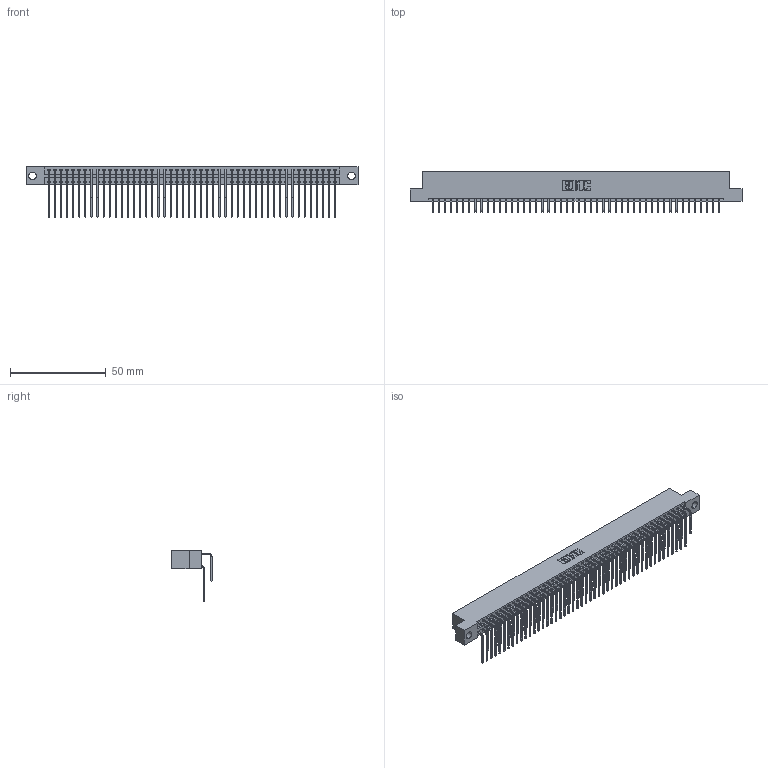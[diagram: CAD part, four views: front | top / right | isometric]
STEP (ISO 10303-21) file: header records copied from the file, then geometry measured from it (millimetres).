
FILE_DESCRIPTION (( 'STEP AP203' ), '1' );
FILE_NAME ('396-096-559-204.STEP', '2018-09-14T03:42:53', ( '' ), ( '' ), 'SwSTEP 2.0', 'SolidWorks 2016', '' );
FILE_SCHEMA (( 'CONFIG_CONTROL_DESIGN' ));
Length unit declared in the file: inch
Products named in the file (4): 396-096-559-204; 346 Part_Flush Mounting Lugs - 0.156 Dia-TH; 345-292-001_558 559 Tail - 1; 345-292-001_559 Tail - 2
Assembly tree (97 placements, depth 2):
  396-096-559-204
    346 Part_Flush Mounting Lugs - 0.156 Dia-TH
    345-292-001_558 559 Tail - 1  x48
    345-292-001_559 Tail - 2  x48
Bounding box: 172.97 x 20.89 x 26.16 mm (x, y, z)
Volume: 17379.7 mm3; surface area: 26453.9 mm2
Topology: 97 solids, 97 shells, 5306 faces, 15785 edges, 10394 vertices
Faces by surface type: plane 3628, cylinder 1678
Entity records: 32305 total; most frequent: CARTESIAN_POINT 5367, ORIENTED_EDGE 5250, DIRECTION 4753, EDGE_CURVE 2625, LINE 2261, VECTOR 2261, VERTEX_POINT 1746, AXIS2_PLACEMENT_3D 1246
